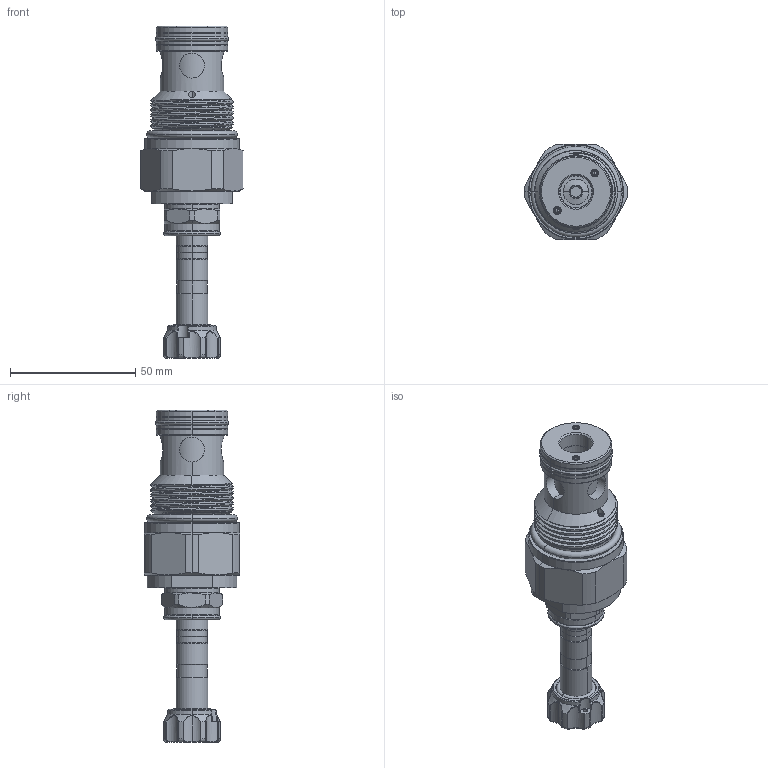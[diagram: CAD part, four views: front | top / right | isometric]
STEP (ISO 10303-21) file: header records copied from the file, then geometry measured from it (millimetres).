
FILE_DESCRIPTION (( 'STEP AP203' ), '1' );
FILE_NAME ('EP16W2A32N95.STEP', '2021-06-02T06:43:03', ( '' ), ( '' ), 'SwSTEP 2.0', 'SolidWorks 2018', '' );
FILE_SCHEMA (( 'CONFIG_CONTROL_DESIGN' ));
Length unit declared in the file: millimetre
Products named in the file (1): EP16W2A32N95
Bounding box: 41.1 x 38 x 132.75 mm (x, y, z)
Volume: 71517.6 mm3; surface area: 18757.6 mm2
Topology: 10 solids, 11 shells, 451 faces, 1085 edges, 663 vertices
Faces by surface type: cylinder 179, cone 91, plane 80, torus 55, bspline 42, sphere 4
Entity records: 18811 total; most frequent: CARTESIAN_POINT 8682, ORIENTED_EDGE 2140, DIRECTION 2080, EDGE_CURVE 1070, AXIS2_PLACEMENT_3D 867, VERTEX_POINT 657, EDGE_LOOP 479, CIRCLE 457
